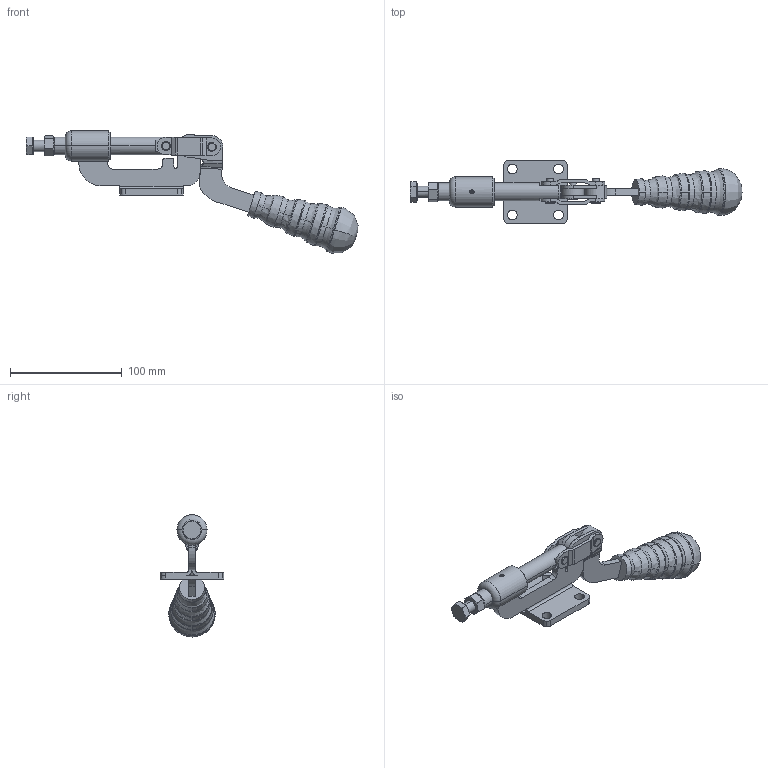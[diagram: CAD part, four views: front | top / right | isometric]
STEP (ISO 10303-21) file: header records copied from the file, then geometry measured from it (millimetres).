
FILE_DESCRIPTION((''),'2;1');
FILE_NAME('318-opened.stp','2005-09-28T08:36:55',('Kysilko'),(''),'Autodesk Inventor 8','Autodesk Inventor 8','');
FILE_SCHEMA(('AUTOMOTIVE_DESIGN { 1 0 10303 214 1 1 1 1 }'));
Length unit declared in the file: millimetre
Products named in the file (1): Part9
Bounding box: 297.15 x 57 x 109.45 mm (x, y, z)
Volume: 168876.5 mm3; surface area: 50106.7 mm2
Topology: 1 solids, 6 shells, 645 faces, 1880 edges, 1183 vertices
Faces by surface type: plane 311, cone 122, cylinder 108, bspline 82, torus 22
Entity records: 23203 total; most frequent: CARTESIAN_POINT 6281, ORIENTED_EDGE 3744, DIRECTION 3559, EDGE_CURVE 1872, AXIS2_PLACEMENT_3D 1323, VERTEX_POINT 1183, VECTOR 913, LINE 913
